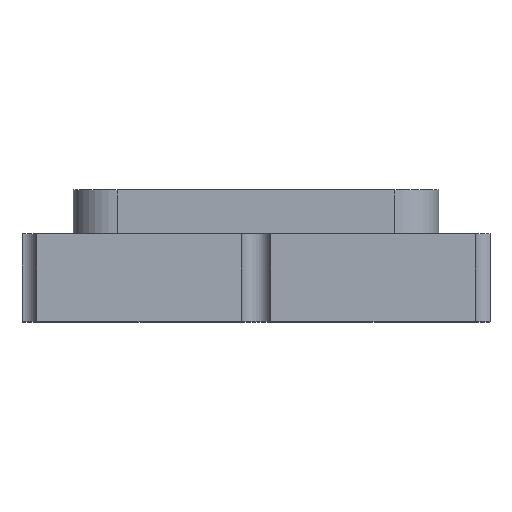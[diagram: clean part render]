
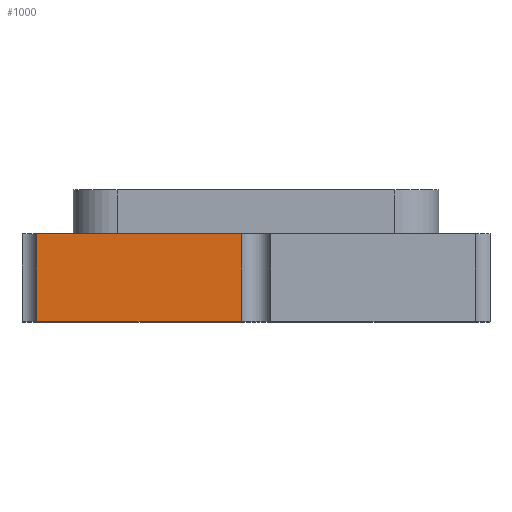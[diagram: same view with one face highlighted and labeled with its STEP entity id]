
A CAD part, top view. The second image highlights one B-rep face of the part: STEP entity #1000.
In plain terms, the highlighted planar face has unit normal (0, 0, 1).
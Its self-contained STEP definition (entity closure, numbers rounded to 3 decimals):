
#4 = VECTOR ( 'NONE', #557, 1000. ) ;
#9 = CARTESIAN_POINT ( 'NONE',  ( -1.5, 0., 1.25 ) ) ;
#97 = CARTESIAN_POINT ( 'NONE',  ( -0.1, 0., 1.25 ) ) ;
#203 = ORIENTED_EDGE ( 'NONE', *, *, #915, .F. ) ;
#246 = EDGE_CURVE ( 'NONE', #1135, #1069, #880, .T. ) ;
#263 = VECTOR ( 'NONE', #1325, 1000. ) ;
#271 = CARTESIAN_POINT ( 'NONE',  ( -1.6, 0.6, 1.25 ) ) ;
#317 = LINE ( 'NONE', #780, #564 ) ;
#383 = EDGE_LOOP ( 'NONE', ( #203, #580, #1309, #1318 ) ) ;
#557 = DIRECTION ( 'NONE',  ( 0., -1., 0. ) ) ;
#558 = VERTEX_POINT ( 'NONE', #1484 ) ;
#564 = VECTOR ( 'NONE', #1231, 1000. ) ;
#580 = ORIENTED_EDGE ( 'NONE', *, *, #1487, .T. ) ;
#647 = CARTESIAN_POINT ( 'NONE',  ( -0.1, 0., 1.25 ) ) ;
#669 = DIRECTION ( 'NONE',  ( 0., 0., -1. ) ) ;
#759 = DIRECTION ( 'NONE',  ( 1., 0., 0. ) ) ;
#780 = CARTESIAN_POINT ( 'NONE',  ( -1.6, 0., 1.25 ) ) ;
#802 = CARTESIAN_POINT ( 'NONE',  ( -1.5, 0., 1.25 ) ) ;
#855 = VECTOR ( 'NONE', #759, 1000. ) ;
#880 = LINE ( 'NONE', #647, #263 ) ;
#883 = PLANE ( 'NONE',  #1460 ) ;
#915 = EDGE_CURVE ( 'NONE', #558, #1069, #1085, .T. ) ;
#1000 = ADVANCED_FACE ( 'NONE', ( #1452 ), #883, .F. ) ;
#1049 = LINE ( 'NONE', #9, #4 ) ;
#1069 = VERTEX_POINT ( 'NONE', #1233 ) ;
#1085 = LINE ( 'NONE', #271, #855 ) ;
#1135 = VERTEX_POINT ( 'NONE', #97 ) ;
#1227 = VERTEX_POINT ( 'NONE', #802 ) ;
#1231 = DIRECTION ( 'NONE',  ( 1., 0., 0. ) ) ;
#1233 = CARTESIAN_POINT ( 'NONE',  ( -0.1, 0.6, 1.25 ) ) ;
#1309 = ORIENTED_EDGE ( 'NONE', *, *, #1456, .T. ) ;
#1318 = ORIENTED_EDGE ( 'NONE', *, *, #246, .T. ) ;
#1325 = DIRECTION ( 'NONE',  ( 0., 1., 0. ) ) ;
#1441 = CARTESIAN_POINT ( 'NONE',  ( -1.6, 0.6, 1.25 ) ) ;
#1452 = FACE_OUTER_BOUND ( 'NONE', #383, .T. ) ;
#1456 = EDGE_CURVE ( 'NONE', #1227, #1135, #317, .T. ) ;
#1460 = AXIS2_PLACEMENT_3D ( 'NONE', #1441, #669, #1462 ) ;
#1462 = DIRECTION ( 'NONE',  ( -1., 0., 0. ) ) ;
#1484 = CARTESIAN_POINT ( 'NONE',  ( -1.5, 0.6, 1.25 ) ) ;
#1487 = EDGE_CURVE ( 'NONE', #558, #1227, #1049, .T. ) ;
